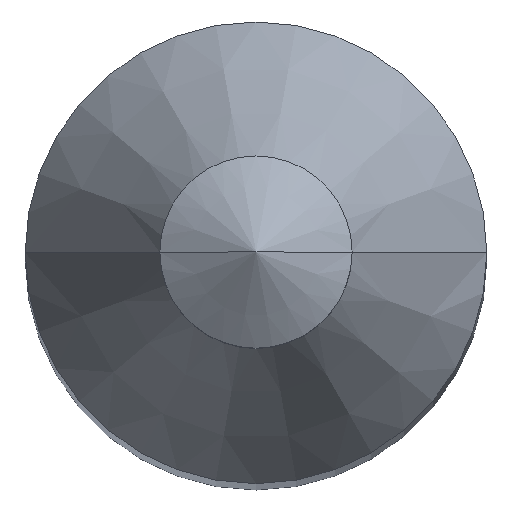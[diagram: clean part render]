
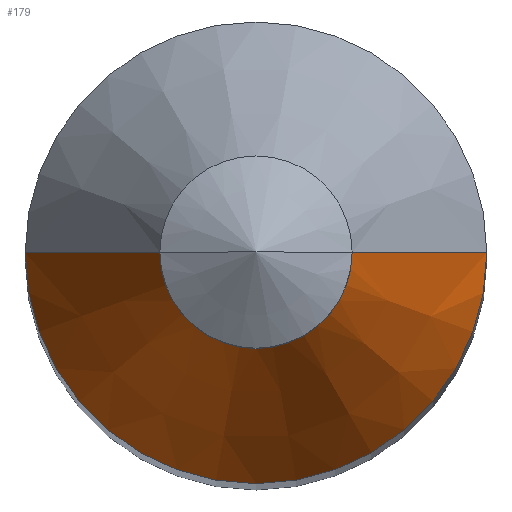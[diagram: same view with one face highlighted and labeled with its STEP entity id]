
A CAD part, top view. The second image highlights one B-rep face of the part: STEP entity #179.
In plain terms, the highlighted conical face has half-angle 30 degrees and reference radius 0.992 mm.
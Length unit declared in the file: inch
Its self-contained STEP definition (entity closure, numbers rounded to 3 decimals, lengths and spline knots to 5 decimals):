
#8 = LINE ( 'NONE', #11, #183 ) ;
#11 = CARTESIAN_POINT ( 'NONE',  ( -0.03905, 0., 1.77354 ) ) ;
#13 = CARTESIAN_POINT ( 'NONE',  ( 0., 0., 1.77354 ) ) ;
#44 = LINE ( 'NONE', #311, #159 ) ;
#56 = CIRCLE ( 'NONE', #268, 0.09375 ) ;
#62 = DIRECTION ( 'NONE',  ( 1., 0., 0. ) ) ;
#69 = VERTEX_POINT ( 'NONE', #143 ) ;
#77 = DIRECTION ( 'NONE',  ( -1., 0., 0. ) ) ;
#91 = DIRECTION ( 'NONE',  ( 0., 0., -1. ) ) ;
#92 = ORIENTED_EDGE ( 'NONE', *, *, #304, .T. ) ;
#127 = ORIENTED_EDGE ( 'NONE', *, *, #282, .T. ) ;
#131 = CARTESIAN_POINT ( 'NONE',  ( 0., 0., 1.67879 ) ) ;
#138 = DIRECTION ( 'NONE',  ( -0.5, 0., -0.866 ) ) ;
#143 = CARTESIAN_POINT ( 'NONE',  ( -0.03905, 0., 1.77354 ) ) ;
#154 = CONICAL_SURFACE ( 'NONE', #352, 0.03905, 0.524 ) ;
#157 = ORIENTED_EDGE ( 'NONE', *, *, #368, .F. ) ;
#159 = VECTOR ( 'NONE', #243, 39.37008 ) ;
#166 = CARTESIAN_POINT ( 'NONE',  ( 0.09375, 0., 1.67879 ) ) ;
#179 = ADVANCED_FACE ( 'NONE', ( #328 ), #154, .T. ) ;
#183 = VECTOR ( 'NONE', #138, 39.37008 ) ;
#190 = DIRECTION ( 'NONE',  ( 0., 0., -1. ) ) ;
#221 = CIRCLE ( 'NONE', #299, 0.03905 ) ;
#222 = CARTESIAN_POINT ( 'NONE',  ( -0.09375, 0., 1.67879 ) ) ;
#234 = ORIENTED_EDGE ( 'NONE', *, *, #371, .F. ) ;
#243 = DIRECTION ( 'NONE',  ( 0.5, 0., -0.866 ) ) ;
#248 = CARTESIAN_POINT ( 'NONE',  ( 0.03905, 0., 1.77354 ) ) ;
#268 = AXIS2_PLACEMENT_3D ( 'NONE', #131, #346, #77 ) ;
#282 = EDGE_CURVE ( 'NONE', #387, #69, #221, .T. ) ;
#283 = DIRECTION ( 'NONE',  ( -1., 0., 0. ) ) ;
#296 = CARTESIAN_POINT ( 'NONE',  ( 0., 0., 1.77354 ) ) ;
#299 = AXIS2_PLACEMENT_3D ( 'NONE', #13, #190, #283 ) ;
#304 = EDGE_CURVE ( 'NONE', #69, #379, #8, .T. ) ;
#311 = CARTESIAN_POINT ( 'NONE',  ( 0.03905, 0., 1.77354 ) ) ;
#328 = FACE_OUTER_BOUND ( 'NONE', #394, .T. ) ;
#336 = VERTEX_POINT ( 'NONE', #166 ) ;
#346 = DIRECTION ( 'NONE',  ( 0., 0., -1. ) ) ;
#352 = AXIS2_PLACEMENT_3D ( 'NONE', #296, #91, #62 ) ;
#368 = EDGE_CURVE ( 'NONE', #336, #379, #56, .T. ) ;
#371 = EDGE_CURVE ( 'NONE', #387, #336, #44, .T. ) ;
#379 = VERTEX_POINT ( 'NONE', #222 ) ;
#387 = VERTEX_POINT ( 'NONE', #248 ) ;
#394 = EDGE_LOOP ( 'NONE', ( #127, #92, #157, #234 ) ) ;
